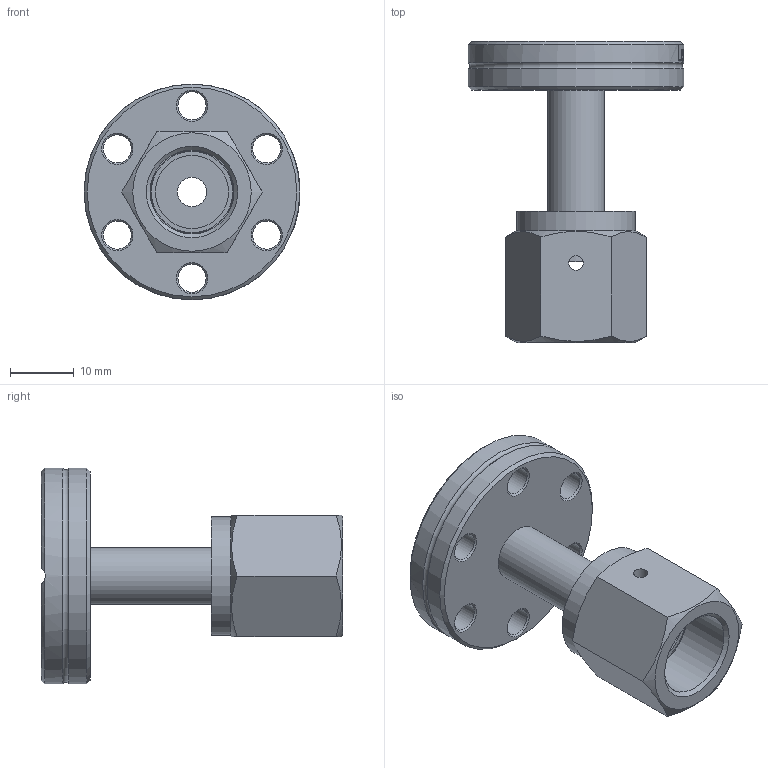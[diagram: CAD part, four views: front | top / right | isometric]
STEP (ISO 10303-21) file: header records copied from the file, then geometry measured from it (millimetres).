
FILE_DESCRIPTION(/* description */ (''),/* implementation_level */ '2;1');
FILE_NAME(/* name */ 'FL-VCRF25-16CF.stp',/* time_stamp */ '2019-03-21T13:50:42+00:00',/* author */ ('paul'),/* organization */ (''),/* preprocessor_version */ 'ST-DEVELOPER v17.2',/* originating_system */ 'Autodesk Inventor 2019',/* authorisation */ '');
FILE_SCHEMA (('AUTOMOTIVE_DESIGN { 1 0 10303 214 3 1 1 }'));
Products named in the file (6): FL-VCRF25-40CF; FL-16CF; RM-SS-4-VCR-3; RM-SS-4-VCR-1; RM-SS-4-VCR-1-PART1; RM-SS-4-VCR-1-PART2
Assembly tree (5 placements, depth 3):
  FL-VCRF25-40CF
    FL-16CF
    RM-SS-4-VCR-3
    RM-SS-4-VCR-1
      RM-SS-4-VCR-1-PART1
      RM-SS-4-VCR-1-PART2
Bounding box: 33.8 x 47.14 x 33.8 mm (x, y, z)
Volume: 10844.2 mm3; surface area: 8337.1 mm2
Topology: 4 solids, 4 shells, 159 faces, 423 edges, 282 vertices
Faces by surface type: plane 61, bspline 41, cylinder 33, cone 23, torus 1
Full cylindrical faces by diameter (mm): 2.286 x2, 4.4 x6, 4.572 x1, 6.35 x1, 8.89 x2, 9.144 x1, 11.43 x1, 12.7 x1, 12.954 x1, 13.142 x2, 14.287 x1, 18.542 x1, 21.4 x1, 33.8 x2
Entity records: 6710 total; most frequent: CARTESIAN_POINT 2613, ORIENTED_EDGE 846, DIRECTION 726, EDGE_CURVE 423, VERTEX_POINT 282, AXIS2_PLACEMENT_3D 282, EDGE_LOOP 193, LINE 162
